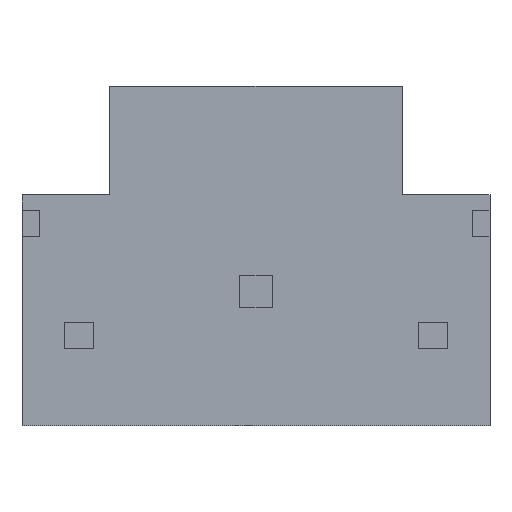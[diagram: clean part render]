
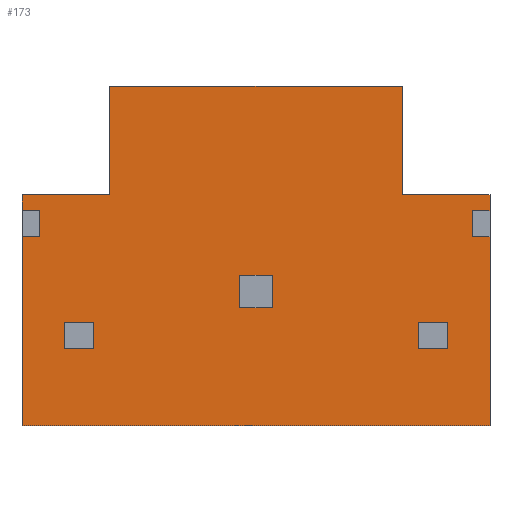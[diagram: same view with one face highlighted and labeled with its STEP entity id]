
A CAD part, left-side view. The second image highlights one B-rep face of the part: STEP entity #173.
In plain terms, the highlighted planar face has unit normal (-1, 0, 0).
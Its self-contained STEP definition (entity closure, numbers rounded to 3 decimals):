
#173=ADVANCED_FACE('',(#347,#348,#349,#350),#250,.T.);
#250=PLANE('',#1516);
#347=FACE_BOUND('',#387,.T.);
#348=FACE_BOUND('',#388,.T.);
#349=FACE_BOUND('',#389,.T.);
#350=FACE_BOUND('',#390,.T.);
#387=EDGE_LOOP('',(#526,#527,#528,#529));
#388=EDGE_LOOP('',(#530,#531,#532,#533));
#389=EDGE_LOOP('',(#534,#535,#536,#537,#538,#539,#540,#541,#542,#543,#544,
#545,#546,#547,#548,#549));
#390=EDGE_LOOP('',(#550,#551,#552,#553));
#526=ORIENTED_EDGE('',*,*,#1026,.T.);
#527=ORIENTED_EDGE('',*,*,#1027,.F.);
#528=ORIENTED_EDGE('',*,*,#1028,.F.);
#529=ORIENTED_EDGE('',*,*,#1029,.F.);
#530=ORIENTED_EDGE('',*,*,#1030,.F.);
#531=ORIENTED_EDGE('',*,*,#1031,.F.);
#532=ORIENTED_EDGE('',*,*,#1032,.F.);
#533=ORIENTED_EDGE('',*,*,#1033,.F.);
#534=ORIENTED_EDGE('',*,*,#1034,.F.);
#535=ORIENTED_EDGE('',*,*,#1011,.T.);
#536=ORIENTED_EDGE('',*,*,#1015,.T.);
#537=ORIENTED_EDGE('',*,*,#1021,.T.);
#538=ORIENTED_EDGE('',*,*,#999,.T.);
#539=ORIENTED_EDGE('',*,*,#1035,.F.);
#540=ORIENTED_EDGE('',*,*,#1036,.F.);
#541=ORIENTED_EDGE('',*,*,#1037,.F.);
#542=ORIENTED_EDGE('',*,*,#1038,.T.);
#543=ORIENTED_EDGE('',*,*,#1039,.T.);
#544=ORIENTED_EDGE('',*,*,#1040,.T.);
#545=ORIENTED_EDGE('',*,*,#1041,.F.);
#546=ORIENTED_EDGE('',*,*,#1004,.T.);
#547=ORIENTED_EDGE('',*,*,#1008,.T.);
#548=ORIENTED_EDGE('',*,*,#1042,.F.);
#549=ORIENTED_EDGE('',*,*,#1043,.F.);
#550=ORIENTED_EDGE('',*,*,#1044,.T.);
#551=ORIENTED_EDGE('',*,*,#1045,.T.);
#552=ORIENTED_EDGE('',*,*,#1046,.T.);
#553=ORIENTED_EDGE('',*,*,#1047,.T.);
#869=VERTEX_POINT('',#2018);
#870=VERTEX_POINT('',#2019);
#874=VERTEX_POINT('',#2029);
#875=VERTEX_POINT('',#2030);
#878=VERTEX_POINT('',#2038);
#880=VERTEX_POINT('',#2042);
#881=VERTEX_POINT('',#2044);
#884=VERTEX_POINT('',#2052);
#890=VERTEX_POINT('',#2072);
#891=VERTEX_POINT('',#2073);
#892=VERTEX_POINT('',#2075);
#893=VERTEX_POINT('',#2077);
#894=VERTEX_POINT('',#2080);
#895=VERTEX_POINT('',#2081);
#896=VERTEX_POINT('',#2083);
#897=VERTEX_POINT('',#2085);
#898=VERTEX_POINT('',#2088);
#899=VERTEX_POINT('',#2090);
#900=VERTEX_POINT('',#2092);
#901=VERTEX_POINT('',#2094);
#902=VERTEX_POINT('',#2096);
#903=VERTEX_POINT('',#2098);
#904=VERTEX_POINT('',#2100);
#905=VERTEX_POINT('',#2103);
#906=VERTEX_POINT('',#2106);
#907=VERTEX_POINT('',#2107);
#908=VERTEX_POINT('',#2109);
#909=VERTEX_POINT('',#2111);
#999=EDGE_CURVE('',#869,#870,#1181,.T.);
#1004=EDGE_CURVE('',#874,#875,#1185,.T.);
#1008=EDGE_CURVE('',#875,#878,#1189,.T.);
#1011=EDGE_CURVE('',#881,#880,#1192,.T.);
#1015=EDGE_CURVE('',#880,#884,#1196,.T.);
#1021=EDGE_CURVE('',#884,#869,#1202,.T.);
#1026=EDGE_CURVE('',#890,#891,#1207,.T.);
#1027=EDGE_CURVE('',#892,#891,#1208,.T.);
#1028=EDGE_CURVE('',#893,#892,#1209,.T.);
#1029=EDGE_CURVE('',#890,#893,#1210,.T.);
#1030=EDGE_CURVE('',#894,#895,#1211,.T.);
#1031=EDGE_CURVE('',#896,#894,#1212,.T.);
#1032=EDGE_CURVE('',#897,#896,#1213,.T.);
#1033=EDGE_CURVE('',#895,#897,#1214,.T.);
#1034=EDGE_CURVE('',#881,#898,#1215,.T.);
#1035=EDGE_CURVE('',#899,#870,#1216,.T.);
#1036=EDGE_CURVE('',#900,#899,#1217,.T.);
#1037=EDGE_CURVE('',#901,#900,#1218,.T.);
#1038=EDGE_CURVE('',#901,#902,#1219,.T.);
#1039=EDGE_CURVE('',#902,#903,#1220,.T.);
#1040=EDGE_CURVE('',#903,#904,#1221,.T.);
#1041=EDGE_CURVE('',#874,#904,#1222,.T.);
#1042=EDGE_CURVE('',#905,#878,#1223,.T.);
#1043=EDGE_CURVE('',#898,#905,#1224,.T.);
#1044=EDGE_CURVE('',#906,#907,#1225,.T.);
#1045=EDGE_CURVE('',#907,#908,#1226,.T.);
#1046=EDGE_CURVE('',#908,#909,#1227,.T.);
#1047=EDGE_CURVE('',#909,#906,#1228,.T.);
#1181=LINE('',#2017,#1345);
#1185=LINE('',#2028,#1349);
#1189=LINE('',#2037,#1353);
#1192=LINE('',#2043,#1356);
#1196=LINE('',#2051,#1360);
#1202=LINE('',#2062,#1366);
#1207=LINE('',#2071,#1371);
#1208=LINE('',#2074,#1372);
#1209=LINE('',#2076,#1373);
#1210=LINE('',#2078,#1374);
#1211=LINE('',#2079,#1375);
#1212=LINE('',#2082,#1376);
#1213=LINE('',#2084,#1377);
#1214=LINE('',#2086,#1378);
#1215=LINE('',#2087,#1379);
#1216=LINE('',#2089,#1380);
#1217=LINE('',#2091,#1381);
#1218=LINE('',#2093,#1382);
#1219=LINE('',#2095,#1383);
#1220=LINE('',#2097,#1384);
#1221=LINE('',#2099,#1385);
#1222=LINE('',#2101,#1386);
#1223=LINE('',#2102,#1387);
#1224=LINE('',#2104,#1388);
#1225=LINE('',#2105,#1389);
#1226=LINE('',#2108,#1390);
#1227=LINE('',#2110,#1391);
#1228=LINE('',#2112,#1392);
#1345=VECTOR('',#1637,1.);
#1349=VECTOR('',#1645,1.);
#1353=VECTOR('',#1651,1.);
#1356=VECTOR('',#1654,1.);
#1360=VECTOR('',#1660,1.);
#1366=VECTOR('',#1668,1.);
#1371=VECTOR('',#1677,1.);
#1372=VECTOR('',#1678,1.);
#1373=VECTOR('',#1679,1.);
#1374=VECTOR('',#1680,1.);
#1375=VECTOR('',#1681,1.);
#1376=VECTOR('',#1682,1.);
#1377=VECTOR('',#1683,1.);
#1378=VECTOR('',#1684,1.);
#1379=VECTOR('',#1685,1.);
#1380=VECTOR('',#1686,1.);
#1381=VECTOR('',#1687,1.);
#1382=VECTOR('',#1688,1.);
#1383=VECTOR('',#1689,1.);
#1384=VECTOR('',#1690,1.);
#1385=VECTOR('',#1691,1.);
#1386=VECTOR('',#1692,1.);
#1387=VECTOR('',#1693,1.);
#1388=VECTOR('',#1694,1.);
#1389=VECTOR('',#1695,1.);
#1390=VECTOR('',#1696,1.);
#1391=VECTOR('',#1697,1.);
#1392=VECTOR('',#1698,1.);
#1516=AXIS2_PLACEMENT_3D('',#2113,#1699,#1700);
#1637=DIRECTION('',(0.,1.,0.));
#1645=DIRECTION('',(0.,-1.,0.));
#1651=DIRECTION('',(0.,0.,1.));
#1654=DIRECTION('',(0.,0.,1.));
#1660=DIRECTION('',(0.,1.,0.));
#1668=DIRECTION('',(0.,0.,1.));
#1677=DIRECTION('',(0.,0.,1.));
#1678=DIRECTION('',(0.,1.,0.));
#1679=DIRECTION('',(0.,0.,1.));
#1680=DIRECTION('',(0.,-1.,0.));
#1681=DIRECTION('',(0.,0.,-1.));
#1682=DIRECTION('',(0.,1.,0.));
#1683=DIRECTION('',(0.,0.,1.));
#1684=DIRECTION('',(0.,-1.,0.));
#1685=DIRECTION('',(0.,1.,0.));
#1686=DIRECTION('',(0.,0.,1.));
#1687=DIRECTION('',(0.,-1.,0.));
#1688=DIRECTION('',(0.,0.,1.));
#1689=DIRECTION('',(0.,-1.,0.));
#1690=DIRECTION('',(0.,0.,-1.));
#1691=DIRECTION('',(0.,1.,0.));
#1692=DIRECTION('',(0.,0.,1.));
#1693=DIRECTION('',(0.,-1.,0.));
#1694=DIRECTION('',(0.,0.,-1.));
#1695=DIRECTION('',(0.,0.,-1.));
#1696=DIRECTION('',(0.,1.,0.));
#1697=DIRECTION('',(0.,0.,1.));
#1698=DIRECTION('',(0.,-1.,0.));
#1699=DIRECTION('',(-1.,0.,0.));
#1700=DIRECTION('',(0.,0.,1.));
#2017=CARTESIAN_POINT('',(22.4,-22.5,77.65));
#2018=CARTESIAN_POINT('',(22.4,-22.5,77.65));
#2019=CARTESIAN_POINT('',(22.4,22.5,77.65));
#2028=CARTESIAN_POINT('',(22.4,0.,25.35));
#2029=CARTESIAN_POINT('',(22.4,36.,25.35));
#2030=CARTESIAN_POINT('',(22.4,-36.,25.35));
#2037=CARTESIAN_POINT('',(22.4,-36.,25.35));
#2038=CARTESIAN_POINT('',(22.4,-36.,54.5));
#2042=CARTESIAN_POINT('',(22.4,-36.,60.95));
#2043=CARTESIAN_POINT('',(22.4,-36.,25.35));
#2044=CARTESIAN_POINT('',(22.4,-36.,58.5));
#2051=CARTESIAN_POINT('',(22.4,-36.,60.95));
#2052=CARTESIAN_POINT('',(22.4,-22.5,60.95));
#2062=CARTESIAN_POINT('',(22.4,-22.5,60.95));
#2071=CARTESIAN_POINT('',(22.4,2.5,43.55));
#2072=CARTESIAN_POINT('',(22.4,2.5,43.55));
#2073=CARTESIAN_POINT('',(22.4,2.5,48.55));
#2074=CARTESIAN_POINT('',(22.4,-2.5,48.55));
#2075=CARTESIAN_POINT('',(22.4,-2.5,48.55));
#2076=CARTESIAN_POINT('',(22.4,-2.5,43.55));
#2077=CARTESIAN_POINT('',(22.4,-2.5,43.55));
#2078=CARTESIAN_POINT('',(22.4,0.,43.55));
#2079=CARTESIAN_POINT('',(22.4,-25.,41.3));
#2080=CARTESIAN_POINT('',(22.4,-25.,41.3));
#2081=CARTESIAN_POINT('',(22.4,-25.,37.3));
#2082=CARTESIAN_POINT('',(22.4,-29.5,41.3));
#2083=CARTESIAN_POINT('',(22.4,-29.5,41.3));
#2084=CARTESIAN_POINT('',(22.4,-29.5,37.3));
#2085=CARTESIAN_POINT('',(22.4,-29.5,37.3));
#2086=CARTESIAN_POINT('',(22.4,-25.,37.3));
#2087=CARTESIAN_POINT('',(22.4,-36.,58.5));
#2088=CARTESIAN_POINT('',(22.4,-33.25,58.5));
#2089=CARTESIAN_POINT('',(22.4,22.5,60.95));
#2090=CARTESIAN_POINT('',(22.4,22.5,60.95));
#2091=CARTESIAN_POINT('',(22.4,36.,60.95));
#2092=CARTESIAN_POINT('',(22.4,36.,60.95));
#2093=CARTESIAN_POINT('',(22.4,36.,25.35));
#2094=CARTESIAN_POINT('',(22.4,36.,58.5));
#2095=CARTESIAN_POINT('',(22.4,36.,58.5));
#2096=CARTESIAN_POINT('',(22.4,33.25,58.5));
#2097=CARTESIAN_POINT('',(22.4,33.25,58.5));
#2098=CARTESIAN_POINT('',(22.4,33.25,54.5));
#2099=CARTESIAN_POINT('',(22.4,33.25,54.5));
#2100=CARTESIAN_POINT('',(22.4,36.,54.5));
#2101=CARTESIAN_POINT('',(22.4,36.,25.35));
#2102=CARTESIAN_POINT('',(22.4,-33.25,54.5));
#2103=CARTESIAN_POINT('',(22.4,-33.25,54.5));
#2104=CARTESIAN_POINT('',(22.4,-33.25,58.5));
#2105=CARTESIAN_POINT('',(22.4,25.,41.3));
#2106=CARTESIAN_POINT('',(22.4,25.,41.3));
#2107=CARTESIAN_POINT('',(22.4,25.,37.3));
#2108=CARTESIAN_POINT('',(22.4,25.,37.3));
#2109=CARTESIAN_POINT('',(22.4,29.5,37.3));
#2110=CARTESIAN_POINT('',(22.4,29.5,37.3));
#2111=CARTESIAN_POINT('',(22.4,29.5,41.3));
#2112=CARTESIAN_POINT('',(22.4,29.5,41.3));
#2113=CARTESIAN_POINT('',(22.4,0.,77.65));
